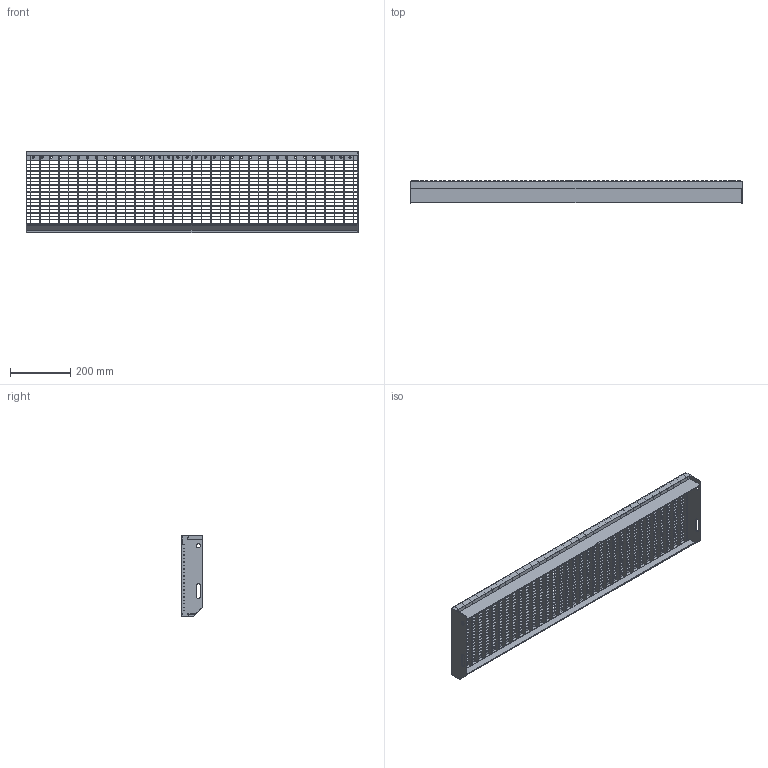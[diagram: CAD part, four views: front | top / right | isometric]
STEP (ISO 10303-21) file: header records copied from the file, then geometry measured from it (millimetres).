
FILE_DESCRIPTION (( 'STEP AP203' ), '1' );
FILE_NAME ('40.1102731.7.step', '2015-10-04T07:12:08', ( '' ), ( '' ), 'SwSTEP 2.0', 'SolidWorks 2015', '' );
FILE_SCHEMA (( 'CONFIG_CONTROL_DESIGN' ));
Length unit declared in the file: millimetre
Products named in the file (1): 40.1102731.7
Bounding box: 1100 x 72.67 x 270 mm (x, y, z)
Volume: 1076841 mm3; surface area: 1331614.5 mm2
Topology: 47 solids, 47 shells, 1071 faces, 2657 edges, 1754 vertices
Faces by surface type: plane 698, cylinder 156, cone 146, bspline 71
Entity records: 35994 total; most frequent: CARTESIAN_POINT 9994, ORIENTED_EDGE 5314, DIRECTION 5137, EDGE_CURVE 2657, VECTOR 1895, LINE 1895, VERTEX_POINT 1754, AXIS2_PLACEMENT_3D 1621
